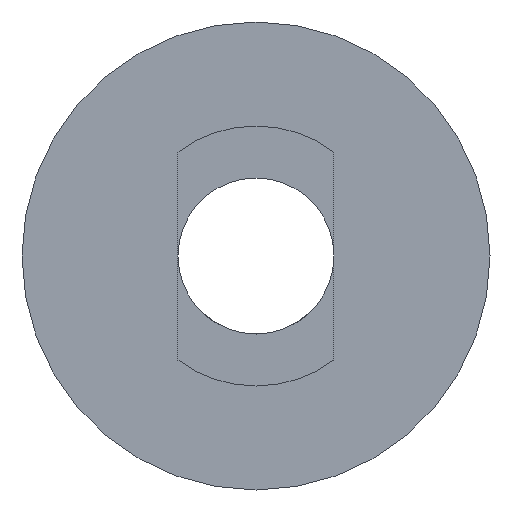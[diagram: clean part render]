
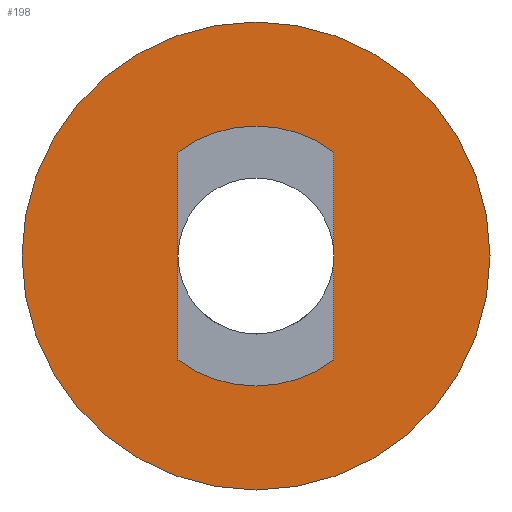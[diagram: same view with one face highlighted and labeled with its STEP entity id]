
A CAD part, front view. The second image highlights one B-rep face of the part: STEP entity #198.
In plain terms, the highlighted planar face has unit normal (0, -1, 0).
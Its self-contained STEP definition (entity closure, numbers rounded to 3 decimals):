
#18 = VECTOR ( 'NONE', #839, 1000. ) ;
#24 = CARTESIAN_POINT ( 'NONE',  ( 1.5, -6., -2. ) ) ;
#31 = DIRECTION ( 'NONE',  ( 0., 1., 0. ) ) ;
#35 = CIRCLE ( 'NONE', #131, 2.5 ) ;
#45 = EDGE_LOOP ( 'NONE', ( #699, #616, #417, #752, #501 ) ) ;
#61 = DIRECTION ( 'NONE',  ( 1., 0., 0. ) ) ;
#88 = CARTESIAN_POINT ( 'NONE',  ( 4.5, -6., 0. ) ) ;
#92 = CARTESIAN_POINT ( 'NONE',  ( 1.5, -6., 2. ) ) ;
#96 = CARTESIAN_POINT ( 'NONE',  ( 0., -6., 0. ) ) ;
#101 = DIRECTION ( 'NONE',  ( -1., 0., 0. ) ) ;
#112 = EDGE_CURVE ( 'NONE', #874, #546, #553, .T. ) ;
#131 = AXIS2_PLACEMENT_3D ( 'NONE', #210, #690, #260 ) ;
#145 = EDGE_CURVE ( 'NONE', #546, #887, #324, .T. ) ;
#153 = DIRECTION ( 'NONE',  ( 0., 0., 1. ) ) ;
#162 = CIRCLE ( 'NONE', #601, 4.5 ) ;
#183 = FACE_BOUND ( 'NONE', #45, .T. ) ;
#195 = PLANE ( 'NONE',  #881 ) ;
#198 = ADVANCED_FACE ( 'NONE', ( #183, #267 ), #195, .T. ) ;
#210 = CARTESIAN_POINT ( 'NONE',  ( 0., -6., 0. ) ) ;
#225 = VERTEX_POINT ( 'NONE', #697 ) ;
#235 = CARTESIAN_POINT ( 'NONE',  ( 0., -6., 0. ) ) ;
#260 = DIRECTION ( 'NONE',  ( 0., 0., 1. ) ) ;
#261 = AXIS2_PLACEMENT_3D ( 'NONE', #235, #31, #779 ) ;
#267 = FACE_OUTER_BOUND ( 'NONE', #865, .T. ) ;
#298 = CIRCLE ( 'NONE', #261, 4.5 ) ;
#309 = CARTESIAN_POINT ( 'NONE',  ( 1.5, -6., -2. ) ) ;
#316 = DIRECTION ( 'NONE',  ( 0., 0., 1. ) ) ;
#319 = DIRECTION ( 'NONE',  ( 0., 0., 1. ) ) ;
#324 = LINE ( 'NONE', #398, #704 ) ;
#332 = VERTEX_POINT ( 'NONE', #734 ) ;
#368 = CARTESIAN_POINT ( 'NONE',  ( -1.5, -6., -2. ) ) ;
#398 = CARTESIAN_POINT ( 'NONE',  ( -1.5, -6., -2. ) ) ;
#417 = ORIENTED_EDGE ( 'NONE', *, *, #455, .T. ) ;
#420 = DIRECTION ( 'NONE',  ( 0., 1., 0. ) ) ;
#442 = LINE ( 'NONE', #309, #18 ) ;
#455 = EDGE_CURVE ( 'NONE', #887, #225, #35, .T. ) ;
#456 = CARTESIAN_POINT ( 'NONE',  ( 0., -6., 0. ) ) ;
#462 = CARTESIAN_POINT ( 'NONE',  ( 0., -6., 0. ) ) ;
#466 = AXIS2_PLACEMENT_3D ( 'NONE', #694, #420, #153 ) ;
#477 = ORIENTED_EDGE ( 'NONE', *, *, #479, .F. ) ;
#479 = EDGE_CURVE ( 'NONE', #768, #332, #162, .T. ) ;
#483 = CIRCLE ( 'NONE', #466, 2.5 ) ;
#497 = CARTESIAN_POINT ( 'NONE',  ( -1.5, -6., 2. ) ) ;
#501 = ORIENTED_EDGE ( 'NONE', *, *, #541, .F. ) ;
#513 = EDGE_CURVE ( 'NONE', #332, #768, #298, .T. ) ;
#526 = DIRECTION ( 'NONE',  ( 0., 1., 0. ) ) ;
#541 = EDGE_CURVE ( 'NONE', #874, #847, #442, .T. ) ;
#546 = VERTEX_POINT ( 'NONE', #368 ) ;
#553 = CIRCLE ( 'NONE', #669, 2.5 ) ;
#601 = AXIS2_PLACEMENT_3D ( 'NONE', #96, #789, #101 ) ;
#616 = ORIENTED_EDGE ( 'NONE', *, *, #145, .T. ) ;
#669 = AXIS2_PLACEMENT_3D ( 'NONE', #456, #526, #319 ) ;
#676 = DIRECTION ( 'NONE',  ( 0., -1., 0. ) ) ;
#690 = DIRECTION ( 'NONE',  ( 0., 1., 0. ) ) ;
#694 = CARTESIAN_POINT ( 'NONE',  ( 0., -6., 0. ) ) ;
#697 = CARTESIAN_POINT ( 'NONE',  ( 0., -6., 2.5 ) ) ;
#699 = ORIENTED_EDGE ( 'NONE', *, *, #112, .T. ) ;
#704 = VECTOR ( 'NONE', #316, 1000. ) ;
#734 = CARTESIAN_POINT ( 'NONE',  ( -4.5, -6., 0. ) ) ;
#745 = EDGE_CURVE ( 'NONE', #225, #847, #483, .T. ) ;
#752 = ORIENTED_EDGE ( 'NONE', *, *, #745, .T. ) ;
#768 = VERTEX_POINT ( 'NONE', #88 ) ;
#779 = DIRECTION ( 'NONE',  ( -1., 0., 0. ) ) ;
#789 = DIRECTION ( 'NONE',  ( 0., 1., 0. ) ) ;
#822 = ORIENTED_EDGE ( 'NONE', *, *, #513, .F. ) ;
#839 = DIRECTION ( 'NONE',  ( 0., 0., 1. ) ) ;
#847 = VERTEX_POINT ( 'NONE', #92 ) ;
#865 = EDGE_LOOP ( 'NONE', ( #822, #477 ) ) ;
#874 = VERTEX_POINT ( 'NONE', #24 ) ;
#881 = AXIS2_PLACEMENT_3D ( 'NONE', #462, #676, #61 ) ;
#887 = VERTEX_POINT ( 'NONE', #497 ) ;
